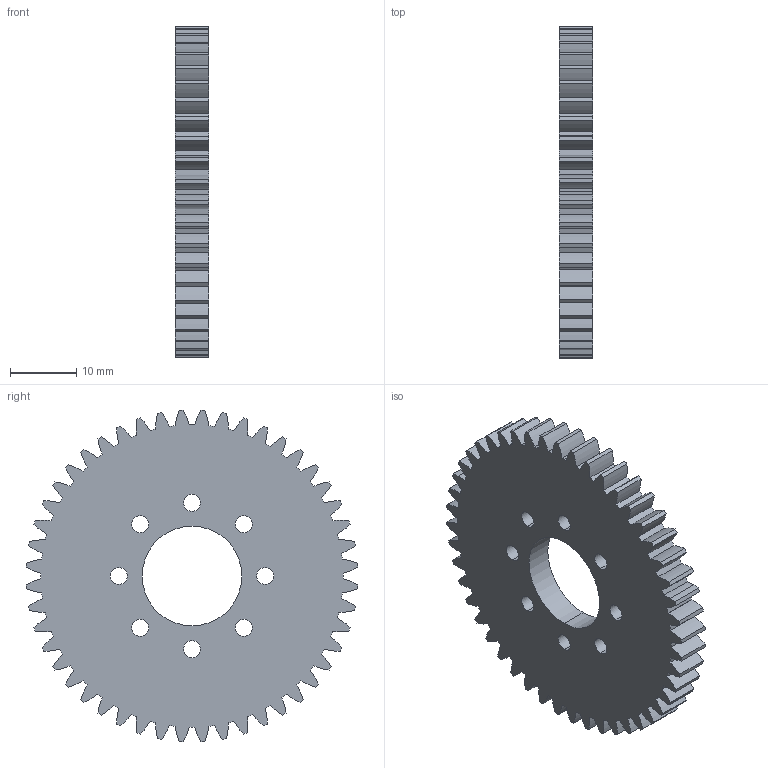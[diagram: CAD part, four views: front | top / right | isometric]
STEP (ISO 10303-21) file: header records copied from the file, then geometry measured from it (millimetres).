
FILE_DESCRIPTION (( 'STEP AP214' ), '1' );
FILE_NAME ('Gear1048printed.STEP', '2017-09-26T14:20:12', ( '' ), ( '' ), 'SwSTEP 2.0', 'SolidWorks 2016', '' );
FILE_SCHEMA (( 'AUTOMOTIVE_DESIGN' ));
Length unit declared in the file: millimetre
Products named in the file (2): Gear1048printed
Bounding box: 5 x 49.93 x 49.93 mm (x, y, z)
Volume: 6795.8 mm3; surface area: 5216.4 mm2
Topology: 1 solids, 1 shells, 220 faces, 651 edges, 434 vertices
Faces by surface type: cylinder 217, plane 3
Entity records: 7714 total; most frequent: DIRECTION 1529, CARTESIAN_POINT 1307, ORIENTED_EDGE 1302, AXIS2_PLACEMENT_3D 656, EDGE_CURVE 651, VERTEX_POINT 434, CIRCLE 434, EDGE_LOOP 239
